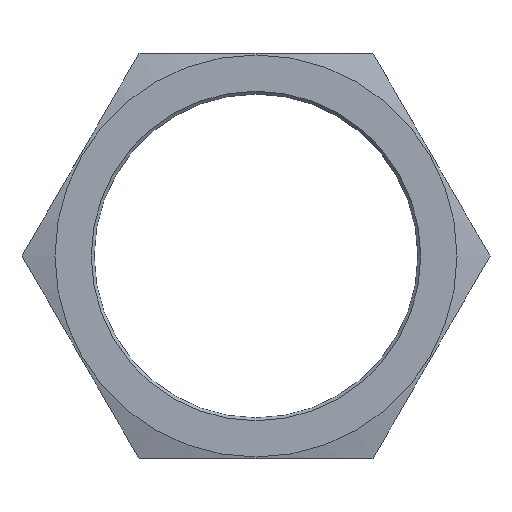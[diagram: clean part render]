
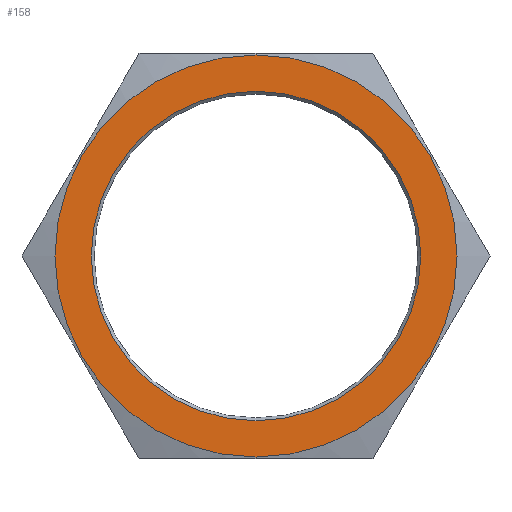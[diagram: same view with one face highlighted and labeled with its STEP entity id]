
A CAD part, left-side view. The second image highlights one B-rep face of the part: STEP entity #158.
In plain terms, the highlighted planar face has unit normal (-1, 0, 0).
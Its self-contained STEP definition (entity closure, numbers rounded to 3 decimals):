
#18 = VERTEX_POINT ( 'NONE', #552 ) ;
#51 = EDGE_LOOP ( 'NONE', ( #445, #447 ) ) ;
#54 = EDGE_LOOP ( 'NONE', ( #408, #409 ) ) ;
#59 = FACE_BOUND ( 'NONE', #54, .T. ) ;
#60 = FACE_OUTER_BOUND ( 'NONE', #51, .T. ) ;
#96 = CIRCLE ( 'NONE', #370, 61. ) ;
#97 = CIRCLE ( 'NONE', #369, 50. ) ;
#105 = CIRCLE ( 'NONE', #377, 50. ) ;
#117 = CIRCLE ( 'NONE', #378, 61. ) ;
#158 = ADVANCED_FACE ( 'NONE', ( #59, #60 ), #591, .F. ) ;
#211 = CARTESIAN_POINT ( 'NONE',  ( 0., 0., 0. ) ) ;
#212 = DIRECTION ( 'NONE',  ( 1., 0., 0. ) ) ;
#213 = DIRECTION ( 'NONE',  ( 0., 0., -1. ) ) ;
#214 = CARTESIAN_POINT ( 'NONE',  ( 0., 0., 0. ) ) ;
#215 = DIRECTION ( 'NONE',  ( -1., 0., 0. ) ) ;
#216 = DIRECTION ( 'NONE',  ( 0., 0., 1. ) ) ;
#225 = CARTESIAN_POINT ( 'NONE',  ( 0., 0., -50. ) ) ;
#246 = CARTESIAN_POINT ( 'NONE',  ( 0., 0., 0. ) ) ;
#247 = DIRECTION ( 'NONE',  ( 1., 0., 0. ) ) ;
#248 = DIRECTION ( 'NONE',  ( 0., 0., -1. ) ) ;
#286 = CARTESIAN_POINT ( 'NONE',  ( 0., 0., 0. ) ) ;
#287 = DIRECTION ( 'NONE',  ( -1., 0., 0. ) ) ;
#288 = DIRECTION ( 'NONE',  ( 0., 0., 1. ) ) ;
#314 = VERTEX_POINT ( 'NONE', #623 ) ;
#318 = VERTEX_POINT ( 'NONE', #631 ) ;
#345 = EDGE_CURVE ( 'NONE', #543, #18, #97, .T. ) ;
#346 = EDGE_CURVE ( 'NONE', #318, #314, #96, .T. ) ;
#356 = AXIS2_PLACEMENT_3D ( 'NONE', #583, #593, #594 ) ;
#369 = AXIS2_PLACEMENT_3D ( 'NONE', #211, #212, #213 ) ;
#370 = AXIS2_PLACEMENT_3D ( 'NONE', #214, #215, #216 ) ;
#377 = AXIS2_PLACEMENT_3D ( 'NONE', #246, #247, #248 ) ;
#378 = AXIS2_PLACEMENT_3D ( 'NONE', #286, #287, #288 ) ;
#408 = ORIENTED_EDGE ( 'NONE', *, *, #672, .T. ) ;
#409 = ORIENTED_EDGE ( 'NONE', *, *, #345, .T. ) ;
#445 = ORIENTED_EDGE ( 'NONE', *, *, #346, .T. ) ;
#447 = ORIENTED_EDGE ( 'NONE', *, *, #681, .T. ) ;
#543 = VERTEX_POINT ( 'NONE', #225 ) ;
#552 = CARTESIAN_POINT ( 'NONE',  ( 0., 0., 50. ) ) ;
#583 = CARTESIAN_POINT ( 'NONE',  ( 0., 71.014, 0. ) ) ;
#591 = PLANE ( 'NONE',  #356 ) ;
#593 = DIRECTION ( 'NONE',  ( 1., 0., 0. ) ) ;
#594 = DIRECTION ( 'NONE',  ( 0., 0., -1. ) ) ;
#623 = CARTESIAN_POINT ( 'NONE',  ( 0., 0., 61. ) ) ;
#631 = CARTESIAN_POINT ( 'NONE',  ( 0., 0., -61. ) ) ;
#672 = EDGE_CURVE ( 'NONE', #18, #543, #105, .T. ) ;
#681 = EDGE_CURVE ( 'NONE', #314, #318, #117, .T. ) ;
